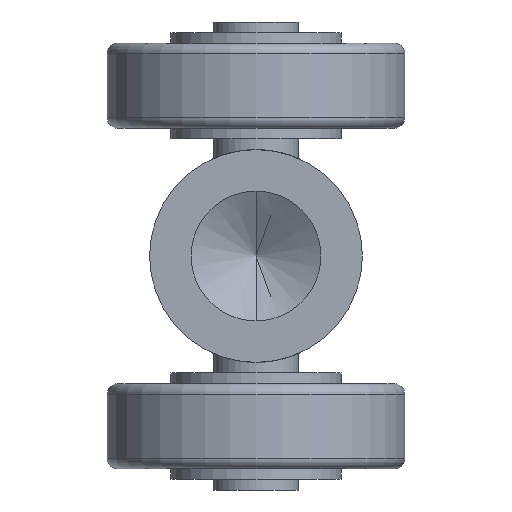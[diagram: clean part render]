
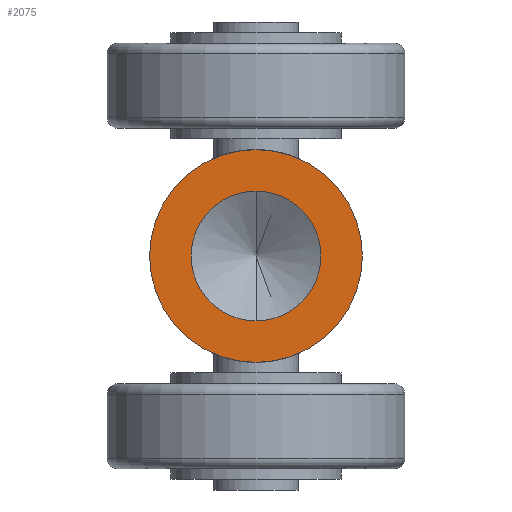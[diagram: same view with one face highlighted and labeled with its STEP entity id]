
A CAD part, front view. The second image highlights one B-rep face of the part: STEP entity #2075.
In plain terms, the highlighted planar face has unit normal (0, -1, 0).
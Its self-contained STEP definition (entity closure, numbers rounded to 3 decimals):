
#20 = DIRECTION ( 'NONE',  ( 0., 1., 0. ) ) ;
#22 = PLANE ( 'NONE',  #2157 ) ;
#39 = DIRECTION ( 'NONE',  ( 0., 0., 1. ) ) ;
#108 = CARTESIAN_POINT ( 'NONE',  ( 5., -31., 0. ) ) ;
#364 = CARTESIAN_POINT ( 'NONE',  ( 0., -31., -5. ) ) ;
#371 = EDGE_LOOP ( 'NONE', ( #466, #763 ) ) ;
#394 = CARTESIAN_POINT ( 'NONE',  ( 0., -31., -3.05 ) ) ;
#409 = CARTESIAN_POINT ( 'NONE',  ( 0., -31., 3.05 ) ) ;
#460 = VERTEX_POINT ( 'NONE', #394 ) ;
#466 = ORIENTED_EDGE ( 'NONE', *, *, #1840, .F. ) ;
#488 = EDGE_LOOP ( 'NONE', ( #751, #589 ) ) ;
#525 = VERTEX_POINT ( 'NONE', #686 ) ;
#589 = ORIENTED_EDGE ( 'NONE', *, *, #1859, .T. ) ;
#686 = CARTESIAN_POINT ( 'NONE',  ( 0., -31., 5. ) ) ;
#712 = VERTEX_POINT ( 'NONE', #409 ) ;
#751 = ORIENTED_EDGE ( 'NONE', *, *, #1940, .T. ) ;
#763 = ORIENTED_EDGE ( 'NONE', *, *, #2033, .F. ) ;
#842 = VERTEX_POINT ( 'NONE', #364 ) ;
#1113 = DIRECTION ( 'NONE',  ( 0., 1., 0. ) ) ;
#1144 = DIRECTION ( 'NONE',  ( 0., 1., 0. ) ) ;
#1200 = CARTESIAN_POINT ( 'NONE',  ( 0., -31., 0. ) ) ;
#1298 = DIRECTION ( 'NONE',  ( 0., 1., 0. ) ) ;
#1336 = CARTESIAN_POINT ( 'NONE',  ( 0., -31., 0. ) ) ;
#1368 = DIRECTION ( 'NONE',  ( 0., 0., 1. ) ) ;
#1376 = CARTESIAN_POINT ( 'NONE',  ( 0., -31., 0. ) ) ;
#1395 = CARTESIAN_POINT ( 'NONE',  ( 0., -31., 0. ) ) ;
#1426 = DIRECTION ( 'NONE',  ( 0., 0., 1. ) ) ;
#1433 = DIRECTION ( 'NONE',  ( 0., 0., 1. ) ) ;
#1439 = DIRECTION ( 'NONE',  ( 0., 0., 1. ) ) ;
#1461 = DIRECTION ( 'NONE',  ( 0., 1., 0. ) ) ;
#1686 = CIRCLE ( 'NONE', #2149, 5. ) ;
#1704 = CIRCLE ( 'NONE', #2170, 5. ) ;
#1788 = CIRCLE ( 'NONE', #2331, 3.05 ) ;
#1840 = EDGE_CURVE ( 'NONE', #525, #842, #1704, .T. ) ;
#1859 = EDGE_CURVE ( 'NONE', #460, #712, #1788, .T. ) ;
#1883 = CIRCLE ( 'NONE', #2323, 3.05 ) ;
#1940 = EDGE_CURVE ( 'NONE', #712, #460, #1883, .T. ) ;
#2033 = EDGE_CURVE ( 'NONE', #842, #525, #1686, .T. ) ;
#2075 = ADVANCED_FACE ( 'NONE', ( #2161, #2140 ), #22, .F. ) ;
#2140 = FACE_BOUND ( 'NONE', #488, .T. ) ;
#2149 = AXIS2_PLACEMENT_3D ( 'NONE', #1395, #1461, #1433 ) ;
#2157 = AXIS2_PLACEMENT_3D ( 'NONE', #108, #20, #39 ) ;
#2161 = FACE_OUTER_BOUND ( 'NONE', #371, .T. ) ;
#2170 = AXIS2_PLACEMENT_3D ( 'NONE', #1376, #1298, #1426 ) ;
#2323 = AXIS2_PLACEMENT_3D ( 'NONE', #1336, #1144, #1439 ) ;
#2331 = AXIS2_PLACEMENT_3D ( 'NONE', #1200, #1113, #1368 ) ;
